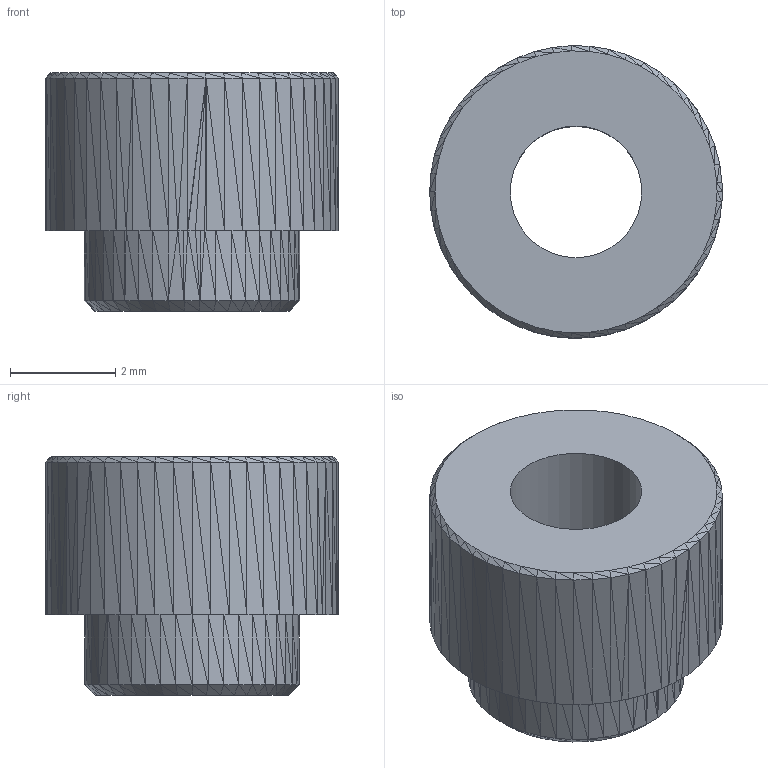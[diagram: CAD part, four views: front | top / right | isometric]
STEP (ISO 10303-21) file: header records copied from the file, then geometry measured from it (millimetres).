
FILE_DESCRIPTION(/* description */ (''),/* implementation_level */ '2;1');
FILE_NAME(/* name */ 'SMDNut_M2.5_H1.5mm.step',/* time_stamp */ '2024-05-12T03:29:38+02:00',/* author */ (''),/* organization */ (''),/* preprocessor_version */ 'ST-DEVELOPER v20',/* originating_system */ 'Autodesk Translation Framework v12.20.1.177',/* authorisation */ '');
FILE_SCHEMA (('AUTOMOTIVE_DESIGN { 1 0 10303 214 3 1 1 }'));
Length unit declared in the file: millimetre
Products named in the file (1): (Unsaved)
Bounding box: 5.56 x 5.56 x 4.53 mm (x, y, z)
Volume: 70.1 mm3; surface area: 143.6 mm2
Topology: 1 solids, 1 shells, 398 faces, 699 edges, 304 vertices
Faces by surface type: plane 397, cylinder 1
Full cylindrical faces by diameter (mm): 2.5 x1
Entity records: 8741 total; most frequent: DIRECTION 1499, CARTESIAN_POINT 1402, ORIENTED_EDGE 1398, EDGE_CURVE 699, LINE 697, VECTOR 697, EDGE_LOOP 401, AXIS2_PLACEMENT_3D 401
